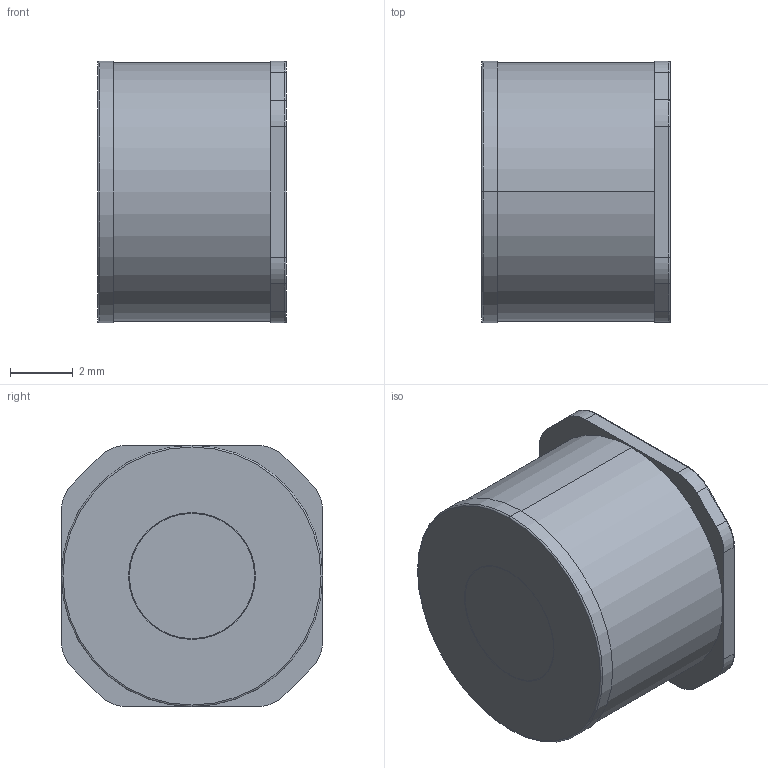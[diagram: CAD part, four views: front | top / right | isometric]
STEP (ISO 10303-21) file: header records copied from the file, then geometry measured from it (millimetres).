
FILE_DESCRIPTION(('FreeCAD Model'),'2;1');
FILE_NAME('Open CASCADE Shape Model','2026-01-15T00:48:27',('Author'),( ''),'Open CASCADE STEP processor 7.7','FreeCAD','Unknown');
FILE_SCHEMA(('AUTOMOTIVE_DESIGN { 1 0 10303 214 1 1 1 1 }'));
Length unit declared in the file: millimetre
Products named in the file (3): EasyEDA PCB Model~CF3T; U3~DIO-DT-SMD_L8.3-W6.0~DIO-DT-SMD_L8.3-W6.0~CF3T; Compound
Assembly tree (2 placements, depth 3):
  EasyEDA PCB Model~CF3T
    U3~DIO-DT-SMD_L8.3-W6.0~DIO-DT-SMD_L8.3-W6.0~CF3T
      Compound
Bounding box: 6 x 8.3 x 8.3 mm (x, y, z)
Surface area: 299.6 mm2 (no closed solid volume)
Topology: 0 solids, 2 shells, 52 faces, 116 edges, 70 vertices
Faces by surface type: cylinder 20, torus 14, plane 14, cone 4
Entity records: 1532 total; most frequent: DIRECTION 294, CARTESIAN_POINT 241, ORIENTED_EDGE 230, AXIS2_PLACEMENT_3D 123, EDGE_CURVE 116, VERTEX_POINT 70, CIRCLE 68, FACE_BOUND 55
